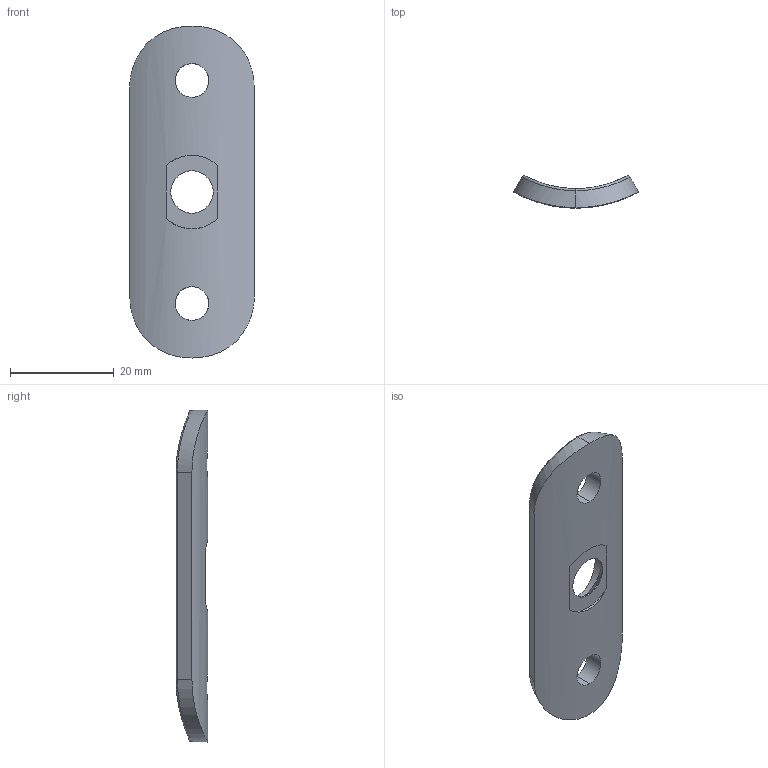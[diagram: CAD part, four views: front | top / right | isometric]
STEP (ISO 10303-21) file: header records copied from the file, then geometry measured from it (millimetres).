
FILE_DESCRIPTION (( 'STEP AP203' ), '1' );
FILE_NAME ('60182-V4A.step', '2019-03-20T12:33:47', ( '' ), ( '' ), 'SwSTEP 2.0', 'SolidWorks 2015', '' );
FILE_SCHEMA (( 'CONFIG_CONTROL_DESIGN' ));
Length unit declared in the file: millimetre
Products named in the file (1): 60182-V4A
Bounding box: 24 x 6.15 x 64 mm (x, y, z)
Volume: 4398.2 mm3; surface area: 3266.1 mm2
Topology: 1 solids, 1 shells, 247 faces, 644 edges, 426 vertices
Faces by surface type: plane 107, bspline 93, cylinder 45, cone 2
Entity records: 12183 total; most frequent: CARTESIAN_POINT 6734, ORIENTED_EDGE 1288, DIRECTION 802, EDGE_CURVE 644, VERTEX_POINT 426, LINE 306, VECTOR 306, EDGE_LOOP 280
